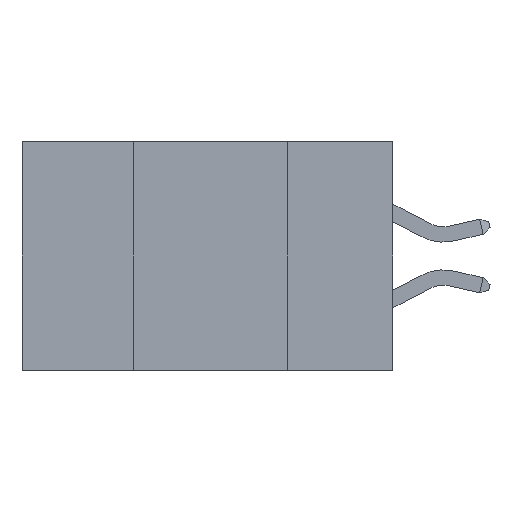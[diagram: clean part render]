
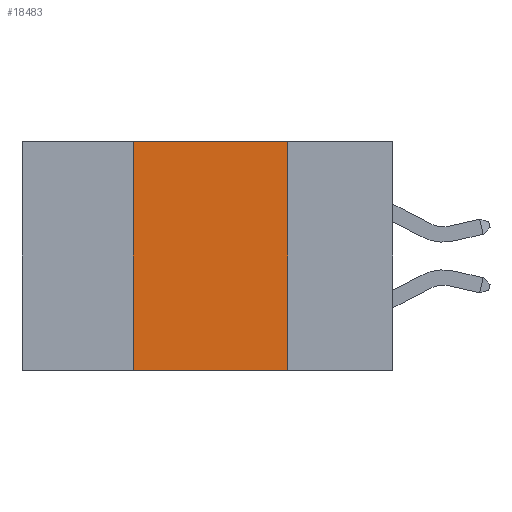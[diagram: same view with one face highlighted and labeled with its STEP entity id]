
A CAD part, left-side view. The second image highlights one B-rep face of the part: STEP entity #18483.
In plain terms, the highlighted planar face has unit normal (-1, 0, 0).
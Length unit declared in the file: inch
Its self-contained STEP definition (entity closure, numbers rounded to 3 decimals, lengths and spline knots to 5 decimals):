
#48 = CARTESIAN_POINT ( 'NONE',  ( 0., 0.17, -0.37 ) ) ;
#853 = EDGE_CURVE ( 'NONE', #19097, #21668, #15762, .T. ) ;
#2525 = CARTESIAN_POINT ( 'NONE',  ( 0., 0.42, -0.37 ) ) ;
#3314 = AXIS2_PLACEMENT_3D ( 'NONE', #20014, #33775, #14516 ) ;
#5058 = VECTOR ( 'NONE', #7222, 39.37008 ) ;
#7222 = DIRECTION ( 'NONE',  ( 0., 0., -1. ) ) ;
#7575 = FACE_OUTER_BOUND ( 'NONE', #10073, .T. ) ;
#7920 = ORIENTED_EDGE ( 'NONE', *, *, #32244, .F. ) ;
#8367 = CARTESIAN_POINT ( 'NONE',  ( 0., 0.42, 0. ) ) ;
#9232 = VECTOR ( 'NONE', #18724, 39.37008 ) ;
#10073 = EDGE_LOOP ( 'NONE', ( #7920, #11244, #19132, #15571 ) ) ;
#11244 = ORIENTED_EDGE ( 'NONE', *, *, #28643, .F. ) ;
#12967 = VERTEX_POINT ( 'NONE', #8367 ) ;
#13105 = LINE ( 'NONE', #31881, #5058 ) ;
#14516 = DIRECTION ( 'NONE',  ( 0., 0., -1. ) ) ;
#14890 = VERTEX_POINT ( 'NONE', #25410 ) ;
#15571 = ORIENTED_EDGE ( 'NONE', *, *, #853, .T. ) ;
#15762 = LINE ( 'NONE', #25824, #20828 ) ;
#16797 = CARTESIAN_POINT ( 'NONE',  ( 0., 0.6, 0. ) ) ;
#17041 = DIRECTION ( 'NONE',  ( 0., -1., 0. ) ) ;
#18483 = ADVANCED_FACE ( 'NONE', ( #7575 ), #25352, .F. ) ;
#18724 = DIRECTION ( 'NONE',  ( 0., 0., 1. ) ) ;
#19097 = VERTEX_POINT ( 'NONE', #2525 ) ;
#19132 = ORIENTED_EDGE ( 'NONE', *, *, #34223, .F. ) ;
#20014 = CARTESIAN_POINT ( 'NONE',  ( 0., 0.6, 0. ) ) ;
#20685 = VECTOR ( 'NONE', #17041, 39.37008 ) ;
#20828 = VECTOR ( 'NONE', #25950, 39.37008 ) ;
#21668 = VERTEX_POINT ( 'NONE', #48 ) ;
#25352 = PLANE ( 'NONE',  #3314 ) ;
#25410 = CARTESIAN_POINT ( 'NONE',  ( 0., 0.17, 0. ) ) ;
#25824 = CARTESIAN_POINT ( 'NONE',  ( 0., 0.6, -0.37 ) ) ;
#25950 = DIRECTION ( 'NONE',  ( 0., -1., 0. ) ) ;
#26640 = LINE ( 'NONE', #16797, #20685 ) ;
#27454 = LINE ( 'NONE', #29722, #9232 ) ;
#28643 = EDGE_CURVE ( 'NONE', #12967, #14890, #26640, .T. ) ;
#29722 = CARTESIAN_POINT ( 'NONE',  ( 0., 0.42, 0. ) ) ;
#31881 = CARTESIAN_POINT ( 'NONE',  ( 0., 0.17, 0. ) ) ;
#32244 = EDGE_CURVE ( 'NONE', #14890, #21668, #13105, .T. ) ;
#33775 = DIRECTION ( 'NONE',  ( 1., 0., 0. ) ) ;
#34223 = EDGE_CURVE ( 'NONE', #19097, #12967, #27454, .T. ) ;
